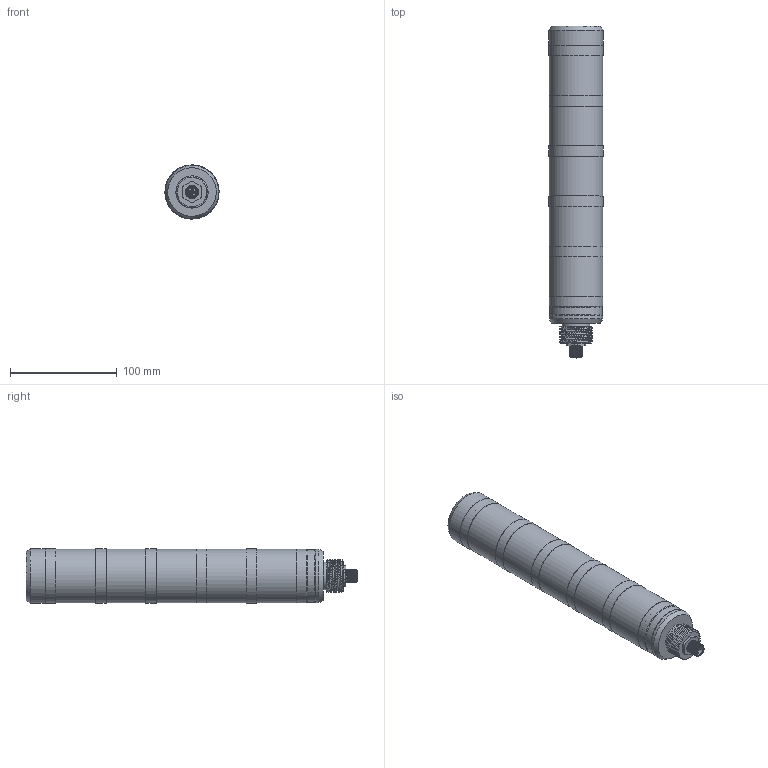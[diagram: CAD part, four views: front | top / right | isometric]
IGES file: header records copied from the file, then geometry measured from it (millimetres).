
Global section: file name: SBT-RGB-R50-5B-B5; native system: Autodesk Inventor 2021; preprocessor: unknown; author: S. Sandt; organization: di-soric GmbH & Co. KG; date: 20220120.084912; units: millimetre
Bounding box: 50.59 x 310.5 x 50.6 mm (x, y, z)
Volume: 165593.8 mm3; surface area: 117560.8 mm2
Topology: 20 solids, 20 shells, 192 faces, 476 edges, 361 vertices
Faces by surface type: bspline 192
